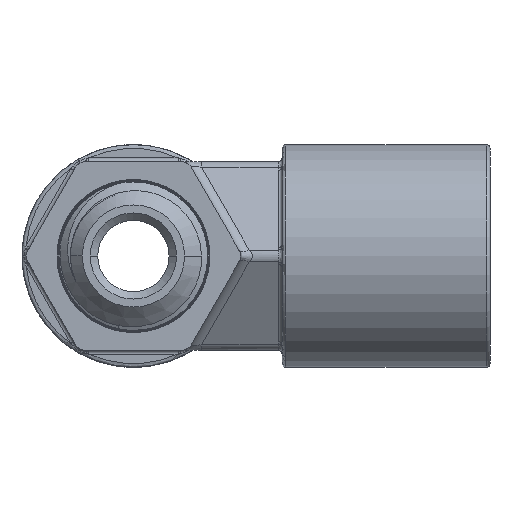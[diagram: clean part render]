
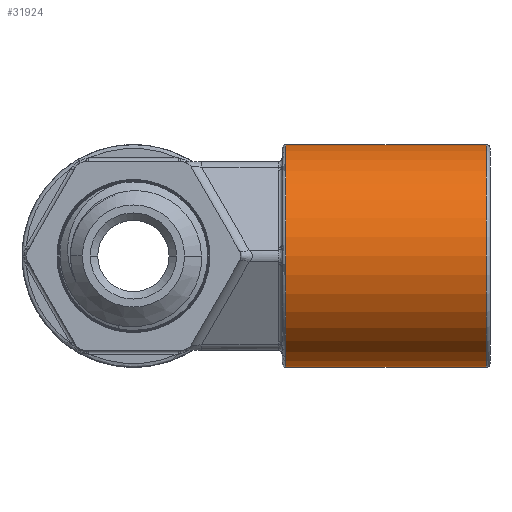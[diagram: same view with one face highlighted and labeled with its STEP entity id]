
A CAD part, left-side view. The second image highlights one B-rep face of the part: STEP entity #31924.
In plain terms, the highlighted cylindrical face has radius 7.5 mm (diameter 15 mm), a partial arc.
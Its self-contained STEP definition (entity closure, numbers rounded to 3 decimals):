
#968=CARTESIAN_POINT('',(0.,-10.25,0.));
#969=DIRECTION('',(0.,-1.,0.));
#970=DIRECTION('',(0.,0.,1.));
#971=AXIS2_PLACEMENT_3D('',#968,#969,#970);
#16545=DIRECTION('',(0.,-1.,0.));
#16546=VECTOR('',#16545,13.5);
#16547=CARTESIAN_POINT('',(0.,-10.25,-7.5));
#16548=LINE('',#16547,#16546);
#16552=CARTESIAN_POINT('',(0.,-23.75,0.));
#16553=DIRECTION('',(0.,-1.,0.));
#16554=DIRECTION('',(0.,0.,1.));
#16555=AXIS2_PLACEMENT_3D('',#16552,#16553,#16554);
#16560=DIRECTION('',(0.,-1.,0.));
#16561=VECTOR('',#16560,13.5);
#16562=CARTESIAN_POINT('',(0.,-10.25,7.5));
#16563=LINE('',#16562,#16561);
#21897=CARTESIAN_POINT('',(0.,-23.75,7.5));
#21898=CARTESIAN_POINT('',(0.,-23.75,-7.5));
#21899=VERTEX_POINT('',#21897);
#21900=VERTEX_POINT('',#21898);
#21987=CARTESIAN_POINT('',(0.,-10.25,-7.5));
#21988=VERTEX_POINT('',#21987);
#21989=CARTESIAN_POINT('',(0.,-10.25,7.5));
#21990=VERTEX_POINT('',#21989);
#31913=CARTESIAN_POINT('',(0.,-10.,0.));
#31914=DIRECTION('',(0.,-1.,0.));
#31915=DIRECTION('',(0.,0.,-1.));
#31916=AXIS2_PLACEMENT_3D('',#31913,#31914,#31915);
#31917=CYLINDRICAL_SURFACE('',#31916,7.5);
#31918=ORIENTED_EDGE('',*,*,#31877,.T.);
#31919=ORIENTED_EDGE('',*,*,#31908,.F.);
#31920=ORIENTED_EDGE('',*,*,#23677,.F.);
#31921=ORIENTED_EDGE('',*,*,#31903,.T.);
#31922=EDGE_LOOP('',(#31918,#31919,#31920,#31921));
#31923=FACE_OUTER_BOUND('',#31922,.F.);
#972=CIRCLE('',#971,7.5);
#16556=CIRCLE('',#16555,7.5);
#23677=EDGE_CURVE('',#21990,#21988,#972,.T.);
#31877=EDGE_CURVE('',#21899,#21900,#16556,.T.);
#31903=EDGE_CURVE('',#21990,#21899,#16563,.T.);
#31908=EDGE_CURVE('',#21988,#21900,#16548,.T.);
#31924=ADVANCED_FACE('',(#31923),#31917,.T.);
